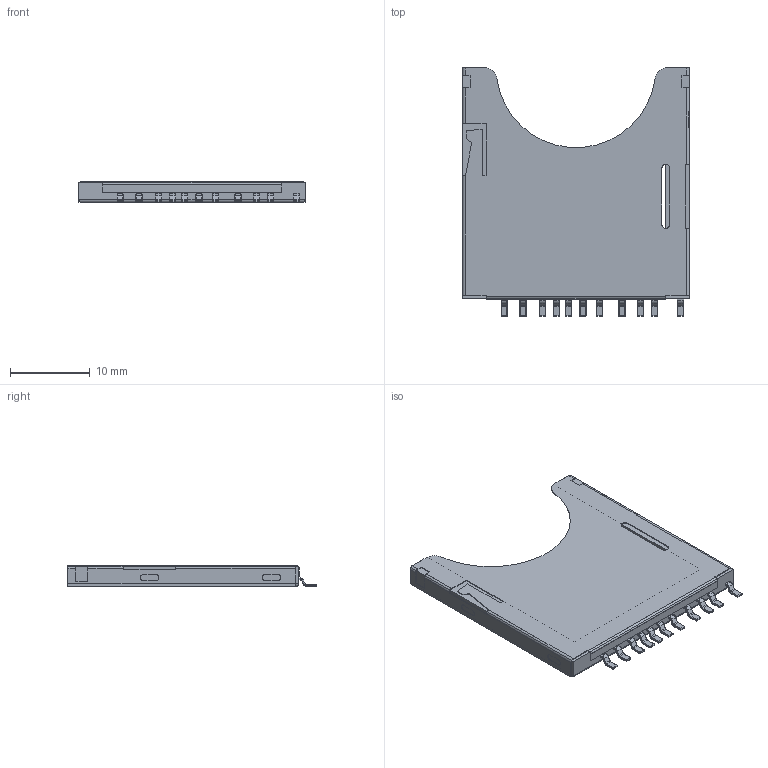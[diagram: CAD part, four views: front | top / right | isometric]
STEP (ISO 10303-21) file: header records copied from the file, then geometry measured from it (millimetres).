
FILE_DESCRIPTION(('STEP AP214'),'1');
FILE_NAME('interno_sd.stp','2024-03-19T09:37:07',(' '),(' '),'Spatial InterOp 3D',' ',' ');
FILE_SCHEMA(('AUTOMOTIVE_DESIGN { 1 0 10303 214 1 1 1 1 }'));
Length unit declared in the file: metre
Products named in the file (4): interno_sd; PINO_SD; SD_CASCA
Assembly tree (7 placements, depth 2):
  interno_sd
    interno_sd
    PINO_SD  x5
    SD_CASCA
Bounding box: 28.5 x 31.1 x 2.6 mm (x, y, z)
Volume: 599.1 mm3; surface area: 2527.3 mm2
Topology: 13 solids, 13 shells, 596 faces, 1441 edges, 828 vertices
Faces by surface type: cylinder 272, plane 192, torus 88, sphere 44
Entity records: 12249 total; most frequent: DIRECTION 2279, CARTESIAN_POINT 2033, ORIENTED_EDGE 2010, EDGE_CURVE 1005, AXIS2_PLACEMENT_3D 850, VERTEX_POINT 604, LINE 579, VECTOR 579
